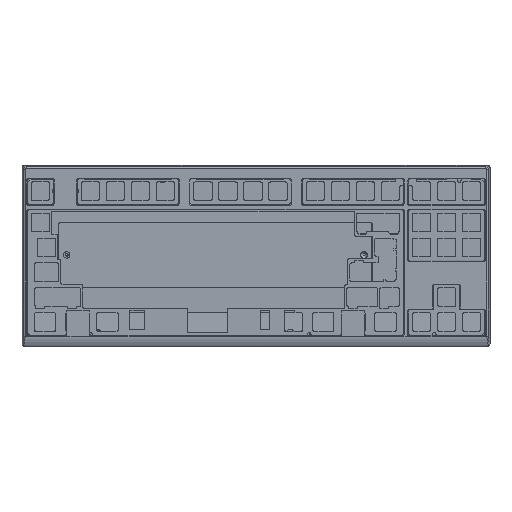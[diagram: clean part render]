
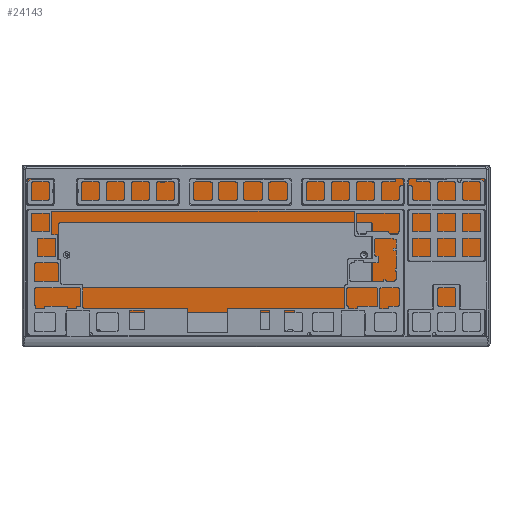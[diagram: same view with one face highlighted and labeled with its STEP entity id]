
A CAD part, top view. The second image highlights one B-rep face of the part: STEP entity #24143.
In plain terms, the highlighted face is planar.
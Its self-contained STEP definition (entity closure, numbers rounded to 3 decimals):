
#959=FACE_BOUND('',#3508,.T.);
#2091=FACE_OUTER_BOUND('',#3507,.T.);
#3507=EDGE_LOOP('',(#21789,#21790,#21791,#21792,#21793,#21794));
#3508=EDGE_LOOP('',(#21795,#21796,#21797,#21798,#21799,#21800,#21801,#21802));
#5560=LINE('',#40845,#7809);
#5606=LINE('',#40992,#7855);
#5749=LINE('',#41526,#7998);
#5750=LINE('',#41528,#7999);
#5751=LINE('',#41534,#8000);
#5752=LINE('',#41538,#8001);
#5753=LINE('',#41542,#8002);
#5754=LINE('',#41545,#8003);
#7809=VECTOR('',#33000,10.);
#7855=VECTOR('',#33130,10.);
#7998=VECTOR('',#33649,10.);
#7999=VECTOR('',#33650,10.);
#8000=VECTOR('',#33655,10.);
#8001=VECTOR('',#33658,10.);
#8002=VECTOR('',#33661,10.);
#8003=VECTOR('',#33664,10.);
#9323=CIRCLE('',#26669,2.5);
#9324=CIRCLE('',#26671,2.5);
#9325=CIRCLE('',#26672,2.);
#9326=CIRCLE('',#26673,2.);
#9327=CIRCLE('',#26674,2.);
#9328=CIRCLE('',#26675,2.);
#11364=VERTEX_POINT('',#40842);
#11365=VERTEX_POINT('',#40844);
#11423=VERTEX_POINT('',#40989);
#11424=VERTEX_POINT('',#40991);
#11614=VERTEX_POINT('',#41522);
#11615=VERTEX_POINT('',#41527);
#11616=VERTEX_POINT('',#41530);
#11617=VERTEX_POINT('',#41531);
#11618=VERTEX_POINT('',#41533);
#11619=VERTEX_POINT('',#41535);
#11620=VERTEX_POINT('',#41537);
#11621=VERTEX_POINT('',#41539);
#11622=VERTEX_POINT('',#41541);
#11623=VERTEX_POINT('',#41543);
#14726=EDGE_CURVE('',#11364,#11365,#5560,.T.);
#14796=EDGE_CURVE('',#11424,#11423,#5606,.T.);
#15062=EDGE_CURVE('',#11364,#11614,#9323,.T.);
#15064=EDGE_CURVE('',#11424,#11614,#5749,.T.);
#15065=EDGE_CURVE('',#11615,#11423,#5750,.T.);
#15066=EDGE_CURVE('',#11615,#11365,#9324,.T.);
#15067=EDGE_CURVE('',#11616,#11617,#9325,.T.);
#15068=EDGE_CURVE('',#11616,#11618,#5751,.T.);
#15069=EDGE_CURVE('',#11619,#11618,#9326,.T.);
#15070=EDGE_CURVE('',#11619,#11620,#5752,.T.);
#15071=EDGE_CURVE('',#11621,#11620,#9327,.T.);
#15072=EDGE_CURVE('',#11621,#11622,#5753,.T.);
#15073=EDGE_CURVE('',#11623,#11622,#9328,.T.);
#15074=EDGE_CURVE('',#11617,#11623,#5754,.T.);
#21789=ORIENTED_EDGE('',*,*,#15062,.T.);
#21790=ORIENTED_EDGE('',*,*,#15064,.F.);
#21791=ORIENTED_EDGE('',*,*,#14796,.T.);
#21792=ORIENTED_EDGE('',*,*,#15065,.F.);
#21793=ORIENTED_EDGE('',*,*,#15066,.T.);
#21794=ORIENTED_EDGE('',*,*,#14726,.F.);
#21795=ORIENTED_EDGE('',*,*,#15067,.F.);
#21796=ORIENTED_EDGE('',*,*,#15068,.T.);
#21797=ORIENTED_EDGE('',*,*,#15069,.F.);
#21798=ORIENTED_EDGE('',*,*,#15070,.T.);
#21799=ORIENTED_EDGE('',*,*,#15071,.F.);
#21800=ORIENTED_EDGE('',*,*,#15072,.T.);
#21801=ORIENTED_EDGE('',*,*,#15073,.F.);
#21802=ORIENTED_EDGE('',*,*,#15074,.F.);
#22957=PLANE('',#26670);
#24143=ADVANCED_FACE('',(#2091,#959),#22957,.T.);
#26669=AXIS2_PLACEMENT_3D('',#41523,#33644,#33645);
#26670=AXIS2_PLACEMENT_3D('',#41525,#33647,#33648);
#26671=AXIS2_PLACEMENT_3D('',#41529,#33651,#33652);
#26672=AXIS2_PLACEMENT_3D('',#41532,#33653,#33654);
#26673=AXIS2_PLACEMENT_3D('',#41536,#33656,#33657);
#26674=AXIS2_PLACEMENT_3D('',#41540,#33659,#33660);
#26675=AXIS2_PLACEMENT_3D('',#41544,#33662,#33663);
#33000=DIRECTION('',(1.,0.,0.));
#33130=DIRECTION('',(1.,0.,0.));
#33644=DIRECTION('center_axis',(0.,0.,1.));
#33645=DIRECTION('ref_axis',(-0.707,0.707,0.));
#33647=DIRECTION('center_axis',(0.,0.,1.));
#33648=DIRECTION('ref_axis',(0.,-1.,0.));
#33649=DIRECTION('',(0.,1.,0.));
#33650=DIRECTION('',(0.,-1.,0.));
#33651=DIRECTION('center_axis',(0.,0.,1.));
#33652=DIRECTION('ref_axis',(0.707,0.707,0.));
#33653=DIRECTION('center_axis',(0.,0.,1.));
#33654=DIRECTION('ref_axis',(-0.707,-0.707,0.));
#33655=DIRECTION('',(0.,1.,0.));
#33656=DIRECTION('center_axis',(0.,0.,1.));
#33657=DIRECTION('ref_axis',(-0.707,0.707,0.));
#33658=DIRECTION('',(1.,0.,0.));
#33659=DIRECTION('center_axis',(0.,0.,1.));
#33660=DIRECTION('ref_axis',(0.707,0.707,0.));
#33661=DIRECTION('',(0.,-1.,0.));
#33662=DIRECTION('center_axis',(0.,0.,1.));
#33663=DIRECTION('ref_axis',(0.707,-0.707,0.));
#33664=DIRECTION('',(1.,0.,0.));
#40842=CARTESIAN_POINT('',(-42.362,73.413,-4.2));
#40844=CARTESIAN_POINT('',(304.268,73.413,-4.2));
#40845=CARTESIAN_POINT('',(217.629,73.413,-4.2));
#40989=CARTESIAN_POINT('',(306.774,-31.648,-4.2));
#40991=CARTESIAN_POINT('',(-44.862,-31.648,-4.2));
#40992=CARTESIAN_POINT('',(128.457,-31.648,-4.2));
#41522=CARTESIAN_POINT('',(-44.862,70.913,-4.2));
#41523=CARTESIAN_POINT('Origin',(-42.362,70.913,-4.2));
#41525=CARTESIAN_POINT('Origin',(-49.862,80.913,-4.2));
#41526=CARTESIAN_POINT('',(-44.862,29.505,-4.2));
#41527=CARTESIAN_POINT('',(306.768,70.913,-4.2));
#41528=CARTESIAN_POINT('',(306.772,15.666,-4.2));
#41529=CARTESIAN_POINT('Origin',(304.268,70.913,-4.2));
#41530=CARTESIAN_POINT('',(-19.512,-10.533,-4.2));
#41531=CARTESIAN_POINT('',(-17.512,-12.533,-4.2));
#41532=CARTESIAN_POINT('Origin',(-17.512,-10.533,-4.2));
#41533=CARTESIAN_POINT('',(-19.512,35.467,-4.2));
#41534=CARTESIAN_POINT('',(-19.512,29.19,-4.2));
#41535=CARTESIAN_POINT('',(-17.512,37.467,-4.2));
#41536=CARTESIAN_POINT('Origin',(-17.512,35.467,-4.2));
#41537=CARTESIAN_POINT('',(217.517,37.467,-4.2));
#41538=CARTESIAN_POINT('',(-34.687,37.467,-4.2));
#41539=CARTESIAN_POINT('',(219.517,35.467,-4.2));
#41540=CARTESIAN_POINT('Origin',(217.517,35.467,-4.2));
#41541=CARTESIAN_POINT('',(219.517,-10.533,-4.2));
#41542=CARTESIAN_POINT('',(219.517,59.19,-4.2));
#41543=CARTESIAN_POINT('',(217.517,-12.533,-4.2));
#41544=CARTESIAN_POINT('Origin',(217.517,-10.533,-4.2));
#41545=CARTESIAN_POINT('',(75.313,-12.533,-4.2));
